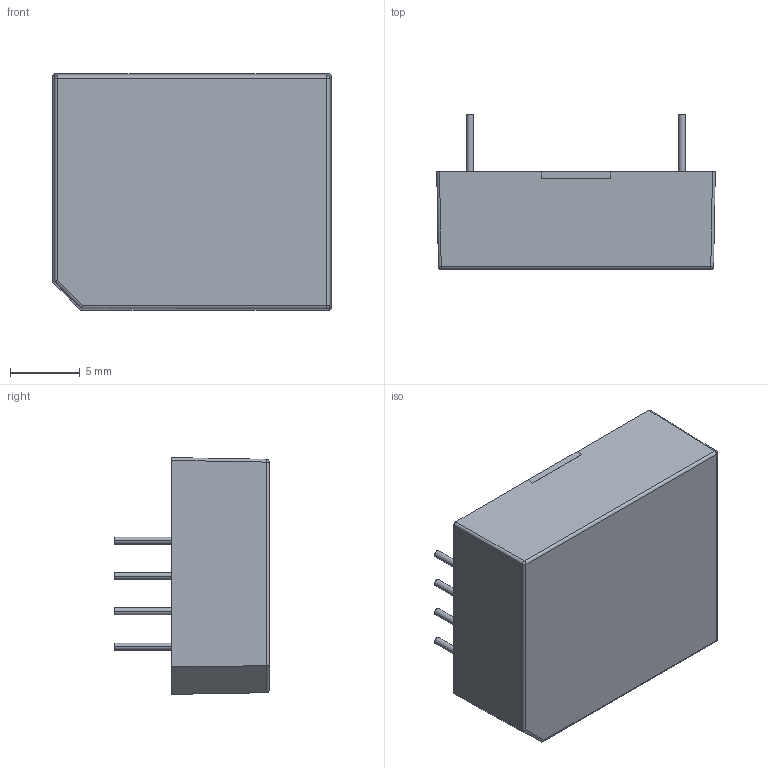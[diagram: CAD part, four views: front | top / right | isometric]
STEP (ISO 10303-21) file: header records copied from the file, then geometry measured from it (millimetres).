
FILE_DESCRIPTION((''),'2;1');
FILE_NAME('TD5_3_01DCANH-W_ASM','2021-07-17T',('eng604'),(''),'PRO/ENGINEER BY PARAMETRIC TECHNOLOGY CORPORATION, 2014000','PRO/ENGINEER BY PARAMETRIC TECHNOLOGY CORPORATION, 2014000','');
FILE_SCHEMA(('CONFIG_CONTROL_DESIGN'));
Length unit declared in the file: millimetre
Products named in the file (10): MANIFOLD_SOLID_BREP_7983; MANIFOLD_SOLID_BREP_8387; MANIFOLD_SOLID_BREP_8791; MANIFOLD_SOLID_BREP_9195; MANIFOLD_SOLID_BREP_9599; MANIFOLD_SOLID_BREP_10003; MANIFOLD_SOLID_BREP_10407; MANIFOLD_SOLID_BREP_11215; 1_1_ASM; TD5_3_01DCANH-W_ASM
Assembly tree (9 placements, depth 3):
  TD5_3_01DCANH-W_ASM
    1_1_ASM
      MANIFOLD_SOLID_BREP_7983
      MANIFOLD_SOLID_BREP_8387
      MANIFOLD_SOLID_BREP_8791
      MANIFOLD_SOLID_BREP_9195
      MANIFOLD_SOLID_BREP_9599
      MANIFOLD_SOLID_BREP_10003
      MANIFOLD_SOLID_BREP_10407
      MANIFOLD_SOLID_BREP_11215
Bounding box: 20 x 11.1 x 17 mm (x, y, z)
Volume: 786.9 mm3; surface area: 2321.7 mm2
Topology: 8 solids, 8 shells, 232 faces, 607 edges, 385 vertices
Faces by surface type: bspline 132, revolution 100
Entity records: 11208 total; most frequent: CARTESIAN_POINT 3476, ORIENTED_EDGE 1208, DIRECTION 941, EDGE_CURVE 604, VECTOR 397, LINE 397, VERTEX_POINT 385, EDGE_LOOP 299
